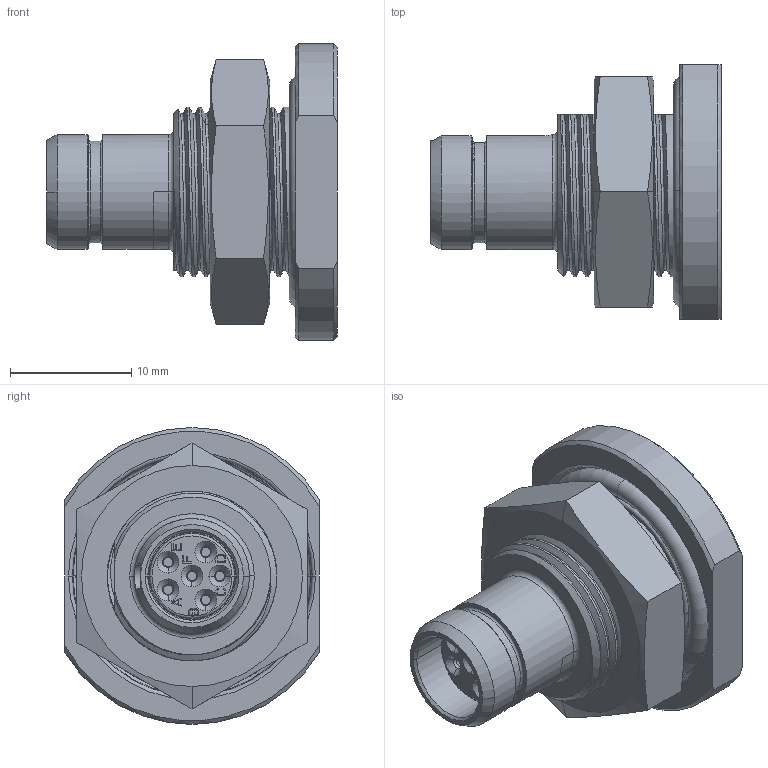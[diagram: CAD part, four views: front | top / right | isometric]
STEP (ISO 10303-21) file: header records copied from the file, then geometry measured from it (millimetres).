
FILE_DESCRIPTION((''),'2;1');
FILE_NAME('1332EV006FS','2024-07-25T13:14:16',('paultorloting'),('NET AG system integration'),'CREO PARAMETRIC BY PTC INC, 2021404','CREO PARAMETRIC BY PTC INC, 2021404','');
FILE_SCHEMA(('AUTOMOTIVE_DESIGN { 1 0 10303 214 1 1 1 1 }'));
Length unit declared in the file: millimetre
Products named in the file (1): 1332EV006FS
Bounding box: 24 x 21 x 24.5 mm (x, y, z)
Volume: 3722.9 mm3; surface area: 4241.6 mm2
Topology: 1 solids, 8 shells, 728 faces, 1874 edges, 1218 vertices
Faces by surface type: plane 424, cylinder 161, cone 59, torus 53, bspline 31
Entity records: 31075 total; most frequent: CARTESIAN_POINT 9040, ORIENTED_EDGE 3748, DIRECTION 3511, EDGE_CURVE 1874, VERTEX_POINT 1218, VECTOR 1206, LINE 1206, AXIS2_PLACEMENT_3D 1151
